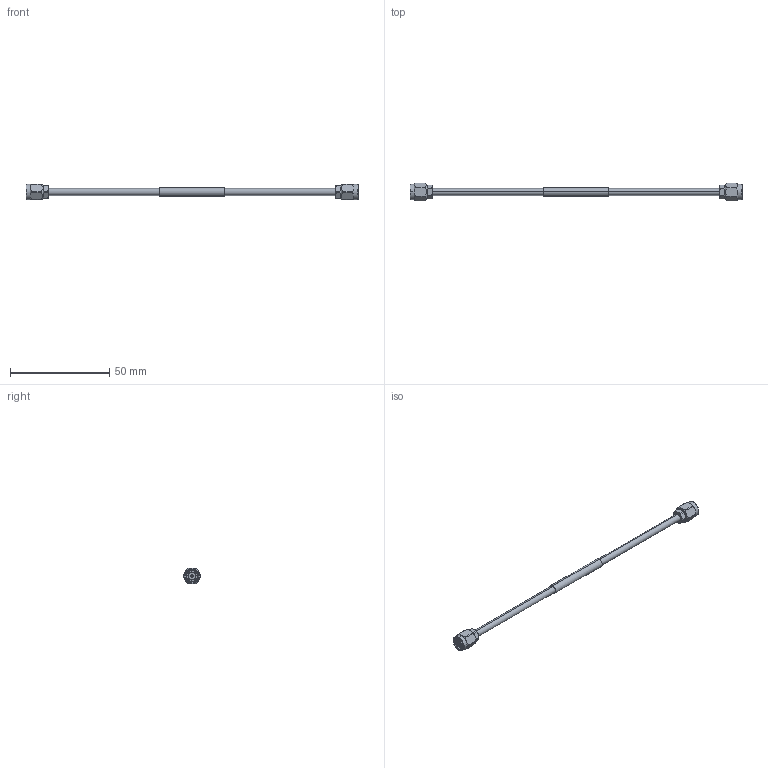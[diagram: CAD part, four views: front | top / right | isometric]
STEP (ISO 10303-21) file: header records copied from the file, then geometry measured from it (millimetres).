
FILE_DESCRIPTION (( 'STEP AP214' ), '1' );
FILE_NAME ('FMCA2205_3D.step', '2023-03-06T20:09:39', ( '' ), ( '' ), 'SwSTEP 2.0', 'SolidWorks 2022', '' );
FILE_SCHEMA (( 'AUTOMOTIVE_DESIGN' ));
Length unit declared in the file: inch
Products named in the file (3): FM-SR141CU^FMCA2205; FMCA2205_3D; PE44691 ¦ FMCN1279
Assembly tree (3 placements, depth 2):
  FMCA2205_3D
    FM-SR141CU^FMCA2205
    PE44691 ¦ FMCN1279  x2
Bounding box: 167.37 x 8.94 x 7.94 mm (x, y, z)
Volume: 2496.4 mm3; surface area: 3710.1 mm2
Topology: 4 solids, 4 shells, 186 faces, 440 edges, 276 vertices
Faces by surface type: cylinder 74, cone 52, plane 46, torus 8, bspline 6
Entity records: 4542 total; most frequent: CARTESIAN_POINT 1608, ORIENTED_EDGE 458, DIRECTION 455, EDGE_CURVE 229, AXIS2_PLACEMENT_3D 195, VERTEX_POINT 144, EDGE_LOOP 107, FACE_OUTER_BOUND 98
